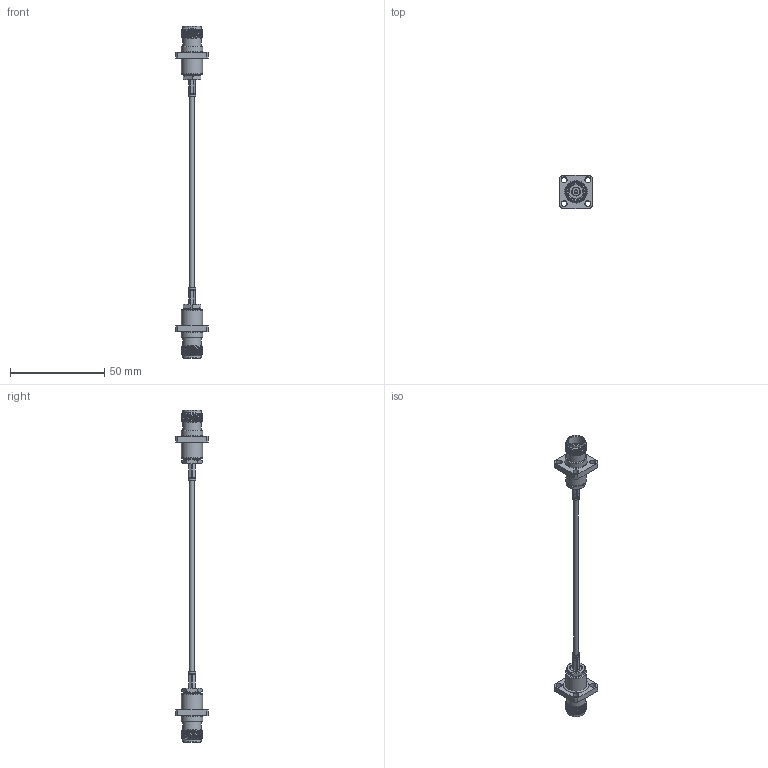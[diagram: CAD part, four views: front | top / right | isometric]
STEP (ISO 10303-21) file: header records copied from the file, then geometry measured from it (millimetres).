
FILE_DESCRIPTION (( 'STEP AP203' ), '1' );
FILE_NAME ('PE3W06214_3D.step', '2021-07-23T15:25:46', ( '' ), ( '' ), 'SwSTEP 2.0', 'SolidWorks 2021', '' );
FILE_SCHEMA (( 'CONFIG_CONTROL_DESIGN' ));
Length unit declared in the file: inch
Products named in the file (3): PE3W06214_3D; PE44901^PE3W06214; RG316DS^PE3W06214_RG316U
Assembly tree (3 placements, depth 2):
  PE3W06214_3D
    RG316DS^PE3W06214_RG316U
    PE44901^PE3W06214  x2
Bounding box: 17.53 x 17.53 x 176.58 mm (x, y, z)
Volume: 6103.8 mm3; surface area: 6092 mm2
Topology: 7 solids, 7 shells, 311 faces, 759 edges, 486 vertices
Faces by surface type: plane 142, cylinder 103, cone 52, bspline 10, torus 4
Full cylindrical faces by diameter (mm): 1.346 x2, 1.7 x2, 1.854 x2, 2.591 x1, 2.667 x2, 3.2 x8, 3.48 x2, 3.988 x2, 4.572 x2, 6.147 x2, 8.681 x2, 9.652 x4, 11.201 x2, 11.5 x2, 13.828 x2
Entity records: 7366 total; most frequent: CARTESIAN_POINT 3675, ORIENTED_EDGE 672, DIRECTION 666, EDGE_CURVE 336, AXIS2_PLACEMENT_3D 275, VERTEX_POINT 232, EDGE_LOOP 212, FACE_OUTER_BOUND 178
